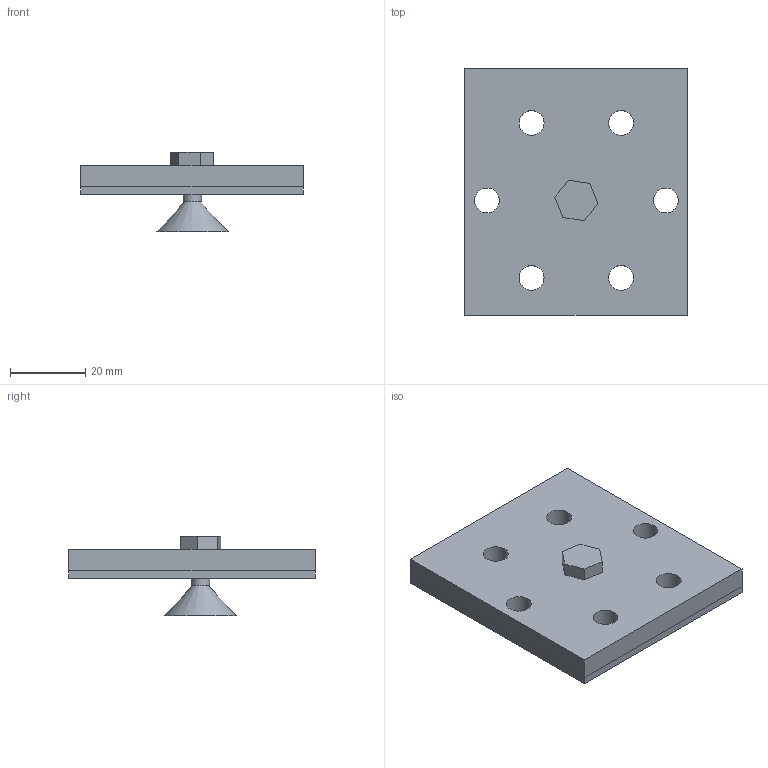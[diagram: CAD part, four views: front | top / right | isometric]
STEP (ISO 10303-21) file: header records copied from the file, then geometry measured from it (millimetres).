
FILE_DESCRIPTION(/* description */ (''),/* implementation_level */ '2;1');
FILE_NAME(/* name */ '915e7698-b8fa-4df3-8ecd-14150809b30b.stp',/* time_stamp */ '2024-06-06T16:44:37Z',/* author */ (''),/* organization */ (''),/* preprocessor_version */ 'ST-DEVELOPER v20',/* originating_system */ 'Autodesk Translation Framework v13.14.0.145',/* authorisation */ '');
FILE_SCHEMA (('AUTOMOTIVE_DESIGN { 1 0 10303 214 3 1 1 }'));
Length unit declared in the file: millimetre
Products named in the file (5): SingleScrewCompounding_winterFritz_final; die_milled_part; die_blockage_screw; extruder_screw_tip; steel_plate
Assembly tree (4 placements, depth 2):
  SingleScrewCompounding_winterFritz_final
    die_milled_part
    die_blockage_screw
    extruder_screw_tip
    steel_plate
Bounding box: 59.2 x 65.49 x 21.24 mm (x, y, z)
Volume: 29420 mm3; surface area: 18913.7 mm2
Topology: 4 solids, 4 shells, 62 faces, 160 edges, 106 vertices
Faces by surface type: plane 38, cylinder 22, cone 2
Full cylindrical faces by diameter (mm): 4.234 x2, 4.901 x1, 6.6 x12
Entity records: 2112 total; most frequent: DIRECTION 354, CARTESIAN_POINT 337, ORIENTED_EDGE 320, EDGE_CURVE 160, AXIS2_PLACEMENT_3D 123, LINE 108, VECTOR 108, VERTEX_POINT 106
